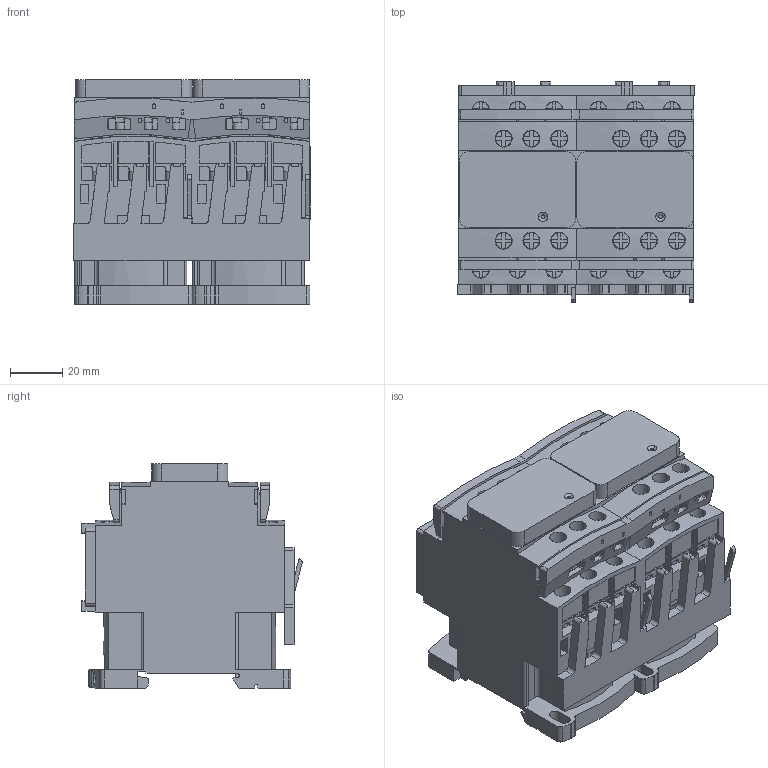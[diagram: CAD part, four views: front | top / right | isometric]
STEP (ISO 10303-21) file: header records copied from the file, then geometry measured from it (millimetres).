
FILE_DESCRIPTION((''),'2;1');
FILE_NAME('1642573615256_ASM','2022-01-19T11:57:16',('SESA540900'),('Schneider-Electric'),'CREO PARAMETRIC BY PTC INC, 2019471','CREO PARAMETRIC BY PTC INC, 2019471','');
FILE_SCHEMA(('AP242_MANAGED_MODEL_BASED_3D_ENGINEERING_MIM_LF { 1 0 10303 442 1 1 4 }'));
Products named in the file (4): EMPTYNODE_1642573615799_ASM; LC2D09-18-3D-SIMPLIFIED; LC2D09-18-3D_ASM; 1642573615256_ASM
Assembly tree (3 placements, depth 3):
  1642573615256_ASM
    EMPTYNODE_1642573615799_ASM
    LC2D09-18-3D_ASM
      LC2D09-18-3D-SIMPLIFIED
Bounding box: 90.05 x 83.99 x 85.5 mm (x, y, z)
Volume: 418072.1 mm3; surface area: 95957.1 mm2
Topology: 3 solids, 3 shells, 2371 faces, 7043 edges, 4727 vertices
Faces by surface type: plane 1617, cylinder 736, cone 10, extrusion 8
Entity records: 107823 total; most frequent: CARTESIAN_POINT 17255, ORIENTED_EDGE 13908, DIRECTION 12979, PRESENTATION_STYLE_ASSIGNMENT 7434, STYLED_ITEM 7048, CURVE_STYLE 7045, EDGE_CURVE 6954, VECTOR 5025
